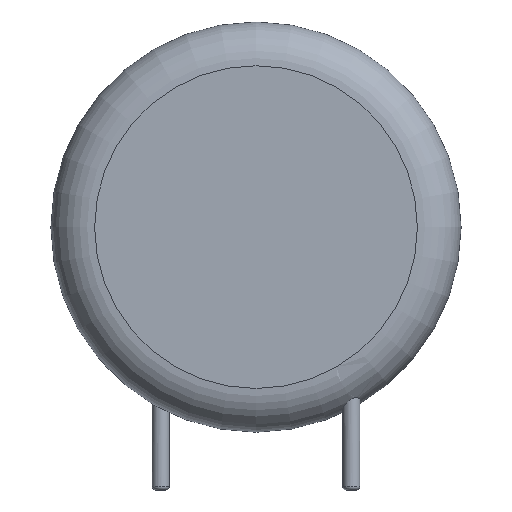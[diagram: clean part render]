
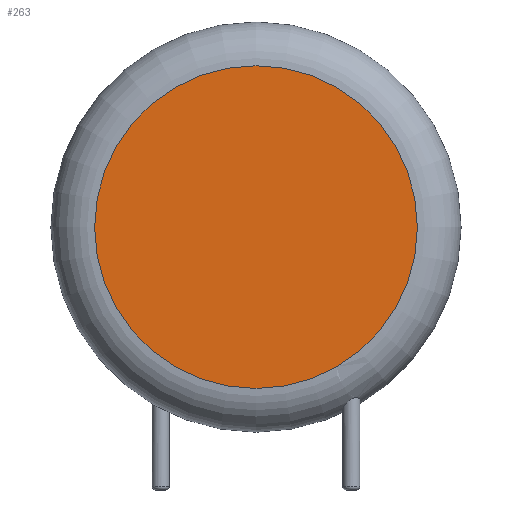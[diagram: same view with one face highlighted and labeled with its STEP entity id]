
A CAD part, front view. The second image highlights one B-rep face of the part: STEP entity #263.
In plain terms, the highlighted planar face has unit normal (0, -1, 0).
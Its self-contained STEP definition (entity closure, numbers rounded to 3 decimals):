
#29=DIRECTION('',(0.,-1.,0.));
#35=DIRECTION('',(1.,0.,0.));
#152=VERTEX_POINT('',#153);
#153=CARTESIAN_POINT('',(13.457,-3.3,10.78));
#157=DIRECTION('',(0.,0.,-1.));
#159=EDGE_CURVE('',#152,#152,#160,.T.);
#160=CIRCLE('',#161,8.457);
#161=AXIS2_PLACEMENT_3D('',#162,#29,#35);
#162=CARTESIAN_POINT('',(5.,-3.3,10.78));
#242=DIRECTION('',(0.,-1.,0.));
#263=ADVANCED_FACE('',(#264),#267,.T.);
#264=FACE_BOUND('',#265,.T.);
#265=EDGE_LOOP('',(#266));
#266=ORIENTED_EDGE('',*,*,#159,.T.);
#267=PLANE('',#268);
#268=AXIS2_PLACEMENT_3D('',#162,#242,#157);
